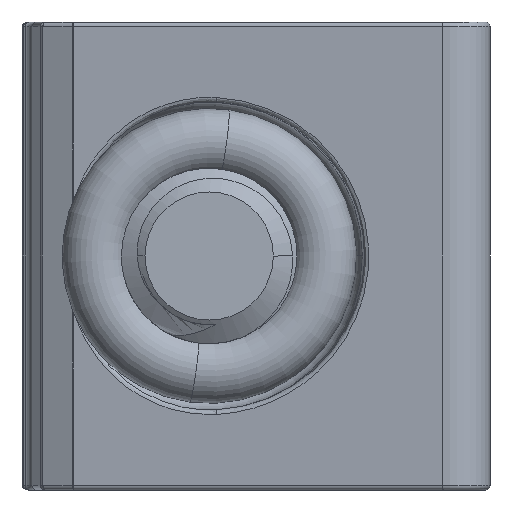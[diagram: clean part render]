
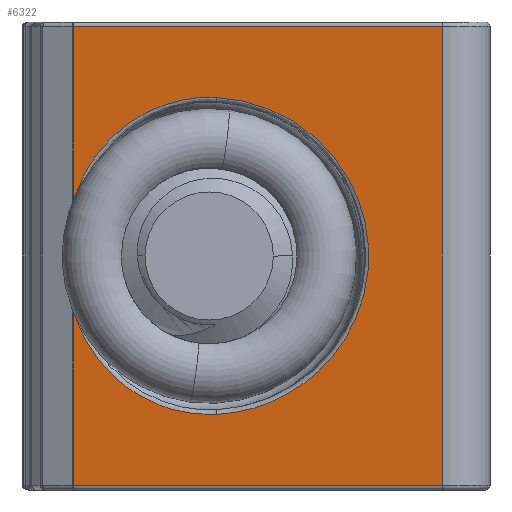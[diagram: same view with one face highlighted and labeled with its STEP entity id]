
A CAD part, front view. The second image highlights one B-rep face of the part: STEP entity #6322.
In plain terms, the highlighted planar face has unit normal (-0.127, -0.992, 0).
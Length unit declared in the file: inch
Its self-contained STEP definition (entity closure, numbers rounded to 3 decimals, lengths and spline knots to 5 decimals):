
#6 = CARTESIAN_POINT ( 'NONE',  ( 0.25836, -0.59504, 0.2615 ) ) ;
#59 = VERTEX_POINT ( 'NONE', #7980 ) ;
#141 = CARTESIAN_POINT ( 'NONE',  ( 0.34337, -0.60589, -0.31665 ) ) ;
#284 = AXIS2_PLACEMENT_3D ( 'NONE', #1012, #6722, #2439 ) ;
#524 = CARTESIAN_POINT ( 'NONE',  ( 0.95861, -0.68438, 0.49 ) ) ;
#593 = B_SPLINE_CURVE_WITH_KNOTS ( 'NONE', 3,
 ( #8814, #3881, #7107, #4286, #6, #5009, #868, #5864, #1578, #6567, #2294, #7278 ),
 .UNSPECIFIED., .F., .F.,
 ( 4, 2, 2, 2, 2, 4 ),
 ( 0., 0.00257, 0.00514, 0.00771, 0.009, 0.01028 ),
 .UNSPECIFIED. ) ;
#628 = CARTESIAN_POINT ( 'NONE',  ( 0.1684, -0.58357, 0.49 ) ) ;
#713 = VERTEX_POINT ( 'NONE', #524 ) ;
#753 = CARTESIAN_POINT ( 'NONE',  ( 0.16999, -0.58377, -0.49 ) ) ;
#825 = EDGE_CURVE ( 'NONE', #713, #7378, #1190, .T. ) ;
#842 = FACE_OUTER_BOUND ( 'NONE', #7031, .T. ) ;
#868 = CARTESIAN_POINT ( 'NONE',  ( 0.34317, -0.60586, 0.31656 ) ) ;
#869 = CARTESIAN_POINT ( 'NONE',  ( 0.25845, -0.59506, -0.2616 ) ) ;
#944 = VECTOR ( 'NONE', #4618, 39.37008 ) ;
#1012 = CARTESIAN_POINT ( 'NONE',  ( 0.1684, -0.58357, -0.5 ) ) ;
#1084 = VERTEX_POINT ( 'NONE', #3072 ) ;
#1156 = VECTOR ( 'NONE', #6123, 39.37008 ) ;
#1190 = LINE ( 'NONE', #628, #5008 ) ;
#1291 =( BOUNDED_CURVE ( )  B_SPLINE_CURVE ( 3, ( #2798, #4214, #3533, #8468 ),
 .UNSPECIFIED., .F., .F. ) 
 B_SPLINE_CURVE_WITH_KNOTS ( ( 4, 4 ),
 ( 1.62161, 4.66158 ),
 .UNSPECIFIED. ) 
 CURVE ( )  GEOMETRIC_REPRESENTATION_ITEM ( )  RATIONAL_B_SPLINE_CURVE ( ( 1., 0.367, 0.367, 1. ) ) 
 REPRESENTATION_ITEM ( '' )  );
#1545 = CARTESIAN_POINT ( 'NONE',  ( 0.44156, -0.61842, -0.34027 ) ) ;
#1578 = CARTESIAN_POINT ( 'NONE',  ( 0.40831, -0.61417, 0.33472 ) ) ;
#1579 = CARTESIAN_POINT ( 'NONE',  ( 0.19557, -0.58703, -0.18196 ) ) ;
#1719 = ORIENTED_EDGE ( 'NONE', *, *, #4117, .T. ) ;
#1862 = EDGE_CURVE ( 'NONE', #4256, #2791, #2626, .T. ) ;
#2077 = DIRECTION ( 'NONE',  ( -0.992, 0.127, 0. ) ) ;
#2150 = VERTEX_POINT ( 'NONE', #7096 ) ;
#2294 = CARTESIAN_POINT ( 'NONE',  ( 0.45851, -0.62058, 0.33941 ) ) ;
#2295 = CARTESIAN_POINT ( 'NONE',  ( 0.16999, -0.58377, -0.11933 ) ) ;
#2439 = DIRECTION ( 'NONE',  ( 0.992, -0.127, 0. ) ) ;
#2444 = CARTESIAN_POINT ( 'NONE',  ( 0.16999, -0.58377, -0.5 ) ) ;
#2626 = LINE ( 'NONE', #7341, #8288 ) ;
#2791 = VERTEX_POINT ( 'NONE', #753 ) ;
#2798 = CARTESIAN_POINT ( 'NONE',  ( 0.47544, -0.62274, 0.33856 ) ) ;
#3000 = CARTESIAN_POINT ( 'NONE',  ( 0.47544, -0.62274, 0.33856 ) ) ;
#3072 = CARTESIAN_POINT ( 'NONE',  ( 0.95861, -0.68438, -0.49 ) ) ;
#3522 = VECTOR ( 'NONE', #5326, 39.37008 ) ;
#3533 = CARTESIAN_POINT ( 'NONE',  ( 1.09637, -0.70195, -0.30734 ) ) ;
#3881 = CARTESIAN_POINT ( 'NONE',  ( 0.18062, -0.58513, 0.15171 ) ) ;
#3983 = EDGE_CURVE ( 'NONE', #7378, #59, #7317, .T. ) ;
#4117 = EDGE_CURVE ( 'NONE', #2791, #1084, #4973, .T. ) ;
#4214 = CARTESIAN_POINT ( 'NONE',  ( 1.09637, -0.70195, 0.30734 ) ) ;
#4256 = VERTEX_POINT ( 'NONE', #4908 ) ;
#4257 = ORIENTED_EDGE ( 'NONE', *, *, #4375, .T. ) ;
#4286 = CARTESIAN_POINT ( 'NONE',  ( 0.23487, -0.59205, 0.23745 ) ) ;
#4375 = EDGE_CURVE ( 'NONE', #59, #8955, #593, .T. ) ;
#4415 = CARTESIAN_POINT ( 'NONE',  ( 0.40833, -0.61418, -0.33621 ) ) ;
#4607 = ORIENTED_EDGE ( 'NONE', *, *, #825, .T. ) ;
#4618 = DIRECTION ( 'NONE',  ( 0., 0., 1. ) ) ;
#4698 = ORIENTED_EDGE ( 'NONE', *, *, #3983, .T. ) ;
#4719 = LINE ( 'NONE', #7440, #944 ) ;
#4908 = CARTESIAN_POINT ( 'NONE',  ( 0.16999, -0.58377, -0.11933 ) ) ;
#4973 = LINE ( 'NONE', #6098, #1156 ) ;
#5008 = VECTOR ( 'NONE', #2077, 39.37008 ) ;
#5009 = CARTESIAN_POINT ( 'NONE',  ( 0.31318, -0.60204, 0.30155 ) ) ;
#5108 = CARTESIAN_POINT ( 'NONE',  ( 0.47544, -0.62274, -0.33856 ) ) ;
#5121 = CARTESIAN_POINT ( 'NONE',  ( 0.16999, -0.58377, 0.49 ) ) ;
#5139 = CARTESIAN_POINT ( 'NONE',  ( 0.31335, -0.60206, -0.30165 ) ) ;
#5271 = ORIENTED_EDGE ( 'NONE', *, *, #6589, .T. ) ;
#5326 = DIRECTION ( 'NONE',  ( 0., 0., -1. ) ) ;
#5864 = CARTESIAN_POINT ( 'NONE',  ( 0.39184, -0.61207, 0.33126 ) ) ;
#5865 = CARTESIAN_POINT ( 'NONE',  ( 0.23494, -0.59206, -0.23753 ) ) ;
#6015 = PLANE ( 'NONE',  #284 ) ;
#6027 = ORIENTED_EDGE ( 'NONE', *, *, #1862, .T. ) ;
#6098 = CARTESIAN_POINT ( 'NONE',  ( 0.95861, -0.68438, -0.49 ) ) ;
#6123 = DIRECTION ( 'NONE',  ( 0.992, -0.127, 0. ) ) ;
#6322 = ADVANCED_FACE ( 'NONE', ( #842 ), #6015, .T. ) ;
#6408 = B_SPLINE_CURVE_WITH_KNOTS ( 'NONE', 3,
 ( #5108, #1545, #4415, #141, #5139, #869, #5865, #1579, #6568, #2295 ),
 .UNSPECIFIED., .F., .F.,
 ( 4, 2, 2, 2, 4 ),
 ( 0., 0.00257, 0.00514, 0.00771, 0.01027 ),
 .UNSPECIFIED. ) ;
#6533 = ORIENTED_EDGE ( 'NONE', *, *, #7592, .T. ) ;
#6567 = CARTESIAN_POINT ( 'NONE',  ( 0.44159, -0.61842, 0.33879 ) ) ;
#6568 = CARTESIAN_POINT ( 'NONE',  ( 0.18063, -0.58513, -0.15174 ) ) ;
#6589 = EDGE_CURVE ( 'NONE', #8955, #2150, #1291, .T. ) ;
#6722 = DIRECTION ( 'NONE',  ( -0.127, -0.992, 0. ) ) ;
#7031 = EDGE_LOOP ( 'NONE', ( #6027, #1719, #6533, #4607, #4698, #4257, #5271, #8976 ) ) ;
#7096 = CARTESIAN_POINT ( 'NONE',  ( 0.47544, -0.62274, -0.33856 ) ) ;
#7107 = CARTESIAN_POINT ( 'NONE',  ( 0.19555, -0.58703, 0.18191 ) ) ;
#7278 = CARTESIAN_POINT ( 'NONE',  ( 0.47544, -0.62274, 0.33856 ) ) ;
#7317 = LINE ( 'NONE', #2444, #3522 ) ;
#7341 = CARTESIAN_POINT ( 'NONE',  ( 0.16999, -0.58377, -0.5 ) ) ;
#7367 = DIRECTION ( 'NONE',  ( 0., 0., -1. ) ) ;
#7378 = VERTEX_POINT ( 'NONE', #5121 ) ;
#7440 = CARTESIAN_POINT ( 'NONE',  ( 0.95861, -0.68438, -0.5 ) ) ;
#7592 = EDGE_CURVE ( 'NONE', #1084, #713, #4719, .T. ) ;
#7833 = EDGE_CURVE ( 'NONE', #2150, #4256, #6408, .T. ) ;
#7980 = CARTESIAN_POINT ( 'NONE',  ( 0.16999, -0.58377, 0.11933 ) ) ;
#8288 = VECTOR ( 'NONE', #7367, 39.37008 ) ;
#8468 = CARTESIAN_POINT ( 'NONE',  ( 0.47544, -0.62274, -0.33856 ) ) ;
#8814 = CARTESIAN_POINT ( 'NONE',  ( 0.16999, -0.58377, 0.11933 ) ) ;
#8955 = VERTEX_POINT ( 'NONE', #3000 ) ;
#8976 = ORIENTED_EDGE ( 'NONE', *, *, #7833, .T. ) ;
